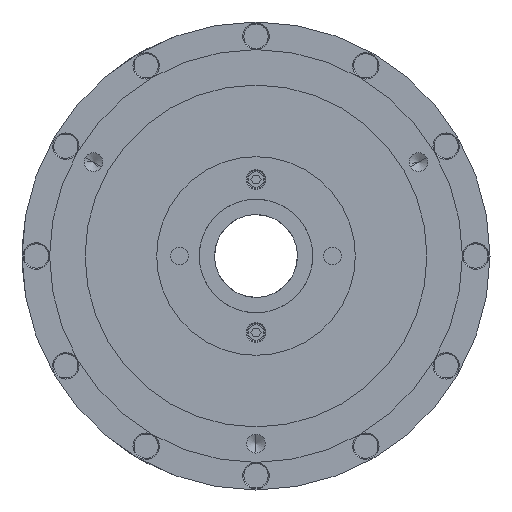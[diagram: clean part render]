
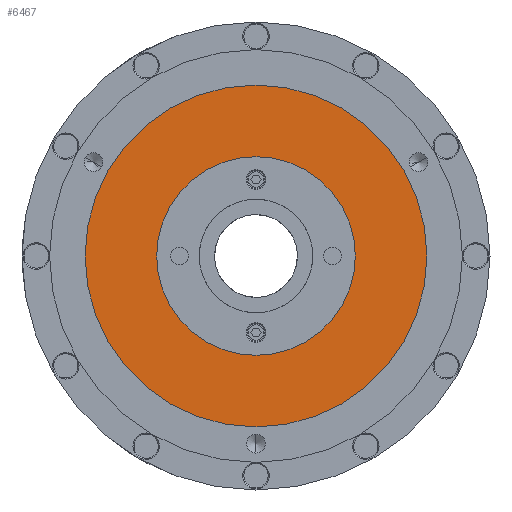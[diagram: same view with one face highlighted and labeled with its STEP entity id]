
A CAD part, front view. The second image highlights one B-rep face of the part: STEP entity #6467.
In plain terms, the highlighted planar face has unit normal (0, -1, 0).
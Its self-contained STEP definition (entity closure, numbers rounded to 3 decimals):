
#1071 = DIRECTION ( 'NONE',  ( 0., 0., -1. ) ) ;
#1415 = DIRECTION ( 'NONE',  ( 0., 0., -1. ) ) ;
#1537 = ORIENTED_EDGE ( 'NONE', *, *, #5707, .F. ) ;
#2253 = AXIS2_PLACEMENT_3D ( 'NONE', #2640, #10840, #1071 ) ;
#2296 = DIRECTION ( 'NONE',  ( 0., 0., -1. ) ) ;
#2358 = VERTEX_POINT ( 'NONE', #13417 ) ;
#2640 = CARTESIAN_POINT ( 'NONE',  ( 0., 5.5, 0. ) ) ;
#2844 = CIRCLE ( 'NONE', #2253, 45. ) ;
#3155 = CARTESIAN_POINT ( 'NONE',  ( 0., 5.5, -77.425 ) ) ;
#3721 = EDGE_CURVE ( 'NONE', #16663, #15628, #11257, .T. ) ;
#3817 = CIRCLE ( 'NONE', #14143, 77.425 ) ;
#4023 = AXIS2_PLACEMENT_3D ( 'NONE', #12161, #10604, #5148 ) ;
#4075 = DIRECTION ( 'NONE',  ( 0., -1., 0. ) ) ;
#4080 = EDGE_LOOP ( 'NONE', ( #8257, #16298 ) ) ;
#4324 = AXIS2_PLACEMENT_3D ( 'NONE', #13620, #5500, #9487 ) ;
#5148 = DIRECTION ( 'NONE',  ( 0., 0., -1. ) ) ;
#5342 = PLANE ( 'NONE',  #4023 ) ;
#5500 = DIRECTION ( 'NONE',  ( 0., -1., 0. ) ) ;
#5707 = EDGE_CURVE ( 'NONE', #2358, #9704, #2844, .T. ) ;
#5848 = EDGE_LOOP ( 'NONE', ( #17302, #1537 ) ) ;
#6467 = ADVANCED_FACE ( 'NONE', ( #13642, #13546 ), #5342, .T. ) ;
#6684 = CARTESIAN_POINT ( 'NONE',  ( 0., 5.5, -45. ) ) ;
#8220 = CARTESIAN_POINT ( 'NONE',  ( 0., 5.5, 0. ) ) ;
#8257 = ORIENTED_EDGE ( 'NONE', *, *, #10847, .T. ) ;
#9487 = DIRECTION ( 'NONE',  ( 0., 0., -1. ) ) ;
#9704 = VERTEX_POINT ( 'NONE', #6684 ) ;
#10604 = DIRECTION ( 'NONE',  ( 0., -1., 0. ) ) ;
#10840 = DIRECTION ( 'NONE',  ( 0., -1., 0. ) ) ;
#10847 = EDGE_CURVE ( 'NONE', #15628, #16663, #3817, .T. ) ;
#11257 = CIRCLE ( 'NONE', #18041, 77.425 ) ;
#12142 = DIRECTION ( 'NONE',  ( 0., -1., 0. ) ) ;
#12161 = CARTESIAN_POINT ( 'NONE',  ( 77.425, 5.5, 0. ) ) ;
#12246 = CARTESIAN_POINT ( 'NONE',  ( 0., 5.5, 77.425 ) ) ;
#12262 = CIRCLE ( 'NONE', #4324, 45. ) ;
#12331 = CARTESIAN_POINT ( 'NONE',  ( 0., 5.5, 0. ) ) ;
#13417 = CARTESIAN_POINT ( 'NONE',  ( 0., 5.5, 45. ) ) ;
#13546 = FACE_OUTER_BOUND ( 'NONE', #4080, .T. ) ;
#13620 = CARTESIAN_POINT ( 'NONE',  ( 0., 5.5, 0. ) ) ;
#13642 = FACE_BOUND ( 'NONE', #5848, .T. ) ;
#14143 = AXIS2_PLACEMENT_3D ( 'NONE', #8220, #4075, #1415 ) ;
#15628 = VERTEX_POINT ( 'NONE', #3155 ) ;
#16089 = EDGE_CURVE ( 'NONE', #9704, #2358, #12262, .T. ) ;
#16298 = ORIENTED_EDGE ( 'NONE', *, *, #3721, .T. ) ;
#16663 = VERTEX_POINT ( 'NONE', #12246 ) ;
#17302 = ORIENTED_EDGE ( 'NONE', *, *, #16089, .F. ) ;
#18041 = AXIS2_PLACEMENT_3D ( 'NONE', #12331, #12142, #2296 ) ;
